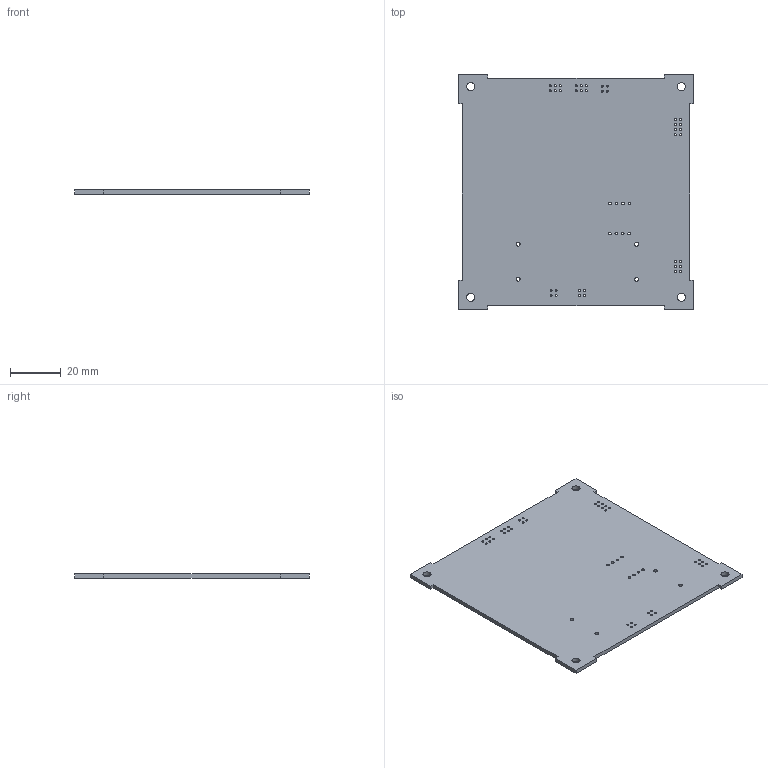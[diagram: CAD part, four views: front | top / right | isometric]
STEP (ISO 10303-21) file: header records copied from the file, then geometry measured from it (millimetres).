
FILE_DESCRIPTION(('Open CASCADE Model'),'2;1');
FILE_NAME('Open CASCADE Shape Model','2021-02-15T22:44:16',('Author'),( 'Open CASCADE'),'Open CASCADE STEP processor 6.8','Open CASCADE 6.8' ,'Unknown');
FILE_SCHEMA(('AUTOMOTIVE_DESIGN { 1 0 10303 214 1 1 1 1 }'));
Length unit declared in the file: millimetre
Products named in the file (1): PCB
Bounding box: 92.5 x 92.5 x 1.59 mm (x, y, z)
Volume: 12850 mm3; surface area: 17043.4 mm2
Topology: 1 solids, 1 shells, 76 faces, 222 edges, 148 vertices
Faces by surface type: cylinder 54, plane 22
Full cylindrical faces by diameter (mm): 0.8 x38, 1.016 x8, 1.5 x4, 3.2 x4
Entity records: 2809 total; most frequent: DIRECTION 484, CARTESIAN_POINT 447, ORIENTED_EDGE 444, EDGE_CURVE 222, AXIS2_PLACEMENT_3D 185, FACE_BOUND 184, EDGE_LOOP 184, VERTEX_POINT 148
